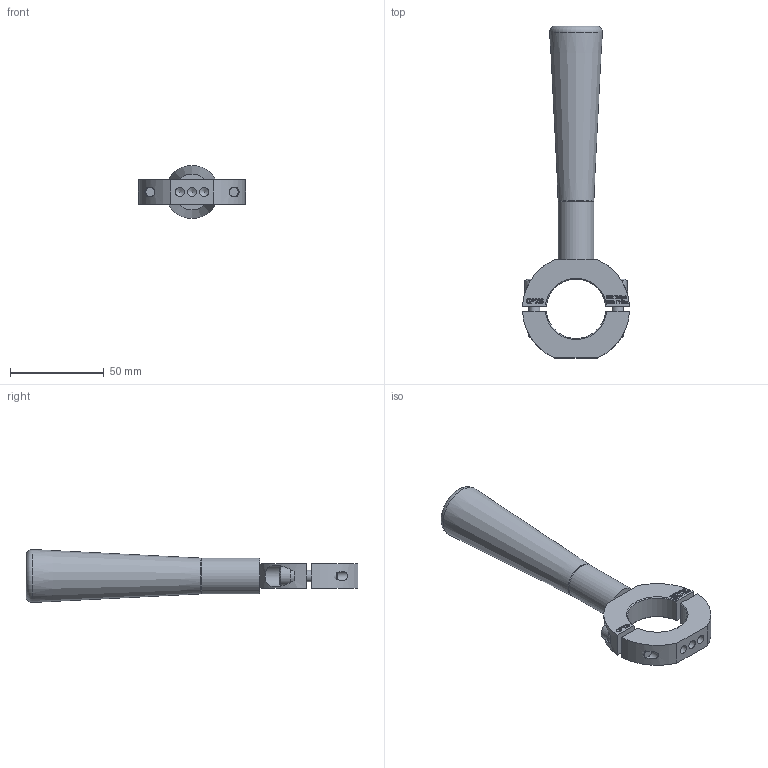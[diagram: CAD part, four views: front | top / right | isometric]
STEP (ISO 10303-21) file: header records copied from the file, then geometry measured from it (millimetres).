
FILE_DESCRIPTION(/* description */ ('CLAMP HANDLE'),/* implementation_level */ '2;1');
FILE_NAME(/* name */ 'CP108-318.stp',/* time_stamp */ '2021-12-10T15:41:08-05:00',/* author */ ('E&E CP'),/* organization */ (''),/* preprocessor_version */ 'ST-DEVELOPER v17',/* originating_system */ 'Autodesk Inventor 2018',/* authorisation */ '');
FILE_SCHEMA (('AUTOMOTIVE_DESIGN { 1 0 10303 214 3 1 1 }'));
Length unit declared in the file: inch
Products named in the file (8): CP106M01; CP108D01; CP108D02; NL6ss; M6X1-25 SS SHCS; 0.188 X .438 ROLL PIN; CL-20-PH; 0.375-16X3.25 SHCS
Assembly tree (9 placements, depth 2):
  CP106M01
    CP108D01
    CP108D02
    NL6ss  x2
    M6X1-25 SS SHCS  x2
    0.188 X .438 ROLL PIN
    CL-20-PH
    0.375-16X3.25 SHCS
Bounding box: 57.07 x 177.05 x 28.24 mm (x, y, z)
Volume: 65891.5 mm3; surface area: 28551 mm2
Topology: 10 solids, 10 shells, 443 faces, 1134 edges, 761 vertices
Faces by surface type: plane 238, bspline 149, cylinder 34, cone 20, torus 2
Full cylindrical faces by diameter (mm): 4.763 x5, 4.917 x2, 6 x2, 6.5 x4, 7.798 x1, 9.525 x1, 9.716 x1, 10 x2, 10.8 x2, 12.7 x1, 12.8 x1, 14.287 x1, 19.05 x1
Entity records: 14156 total; most frequent: CARTESIAN_POINT 4351, ORIENTED_EDGE 2186, DIRECTION 1471, EDGE_CURVE 1093, VERTEX_POINT 738, LINE 681, VECTOR 681, EDGE_LOOP 491
